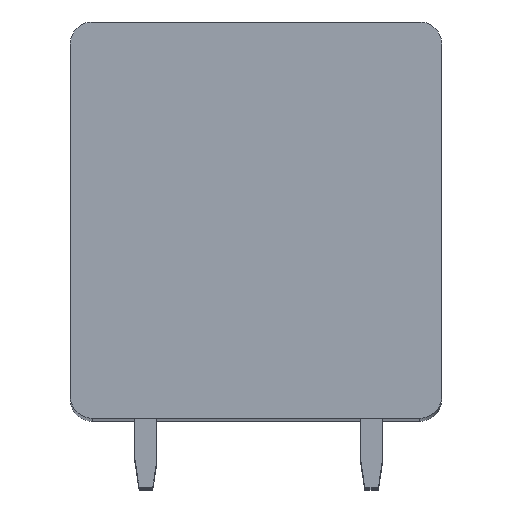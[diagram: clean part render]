
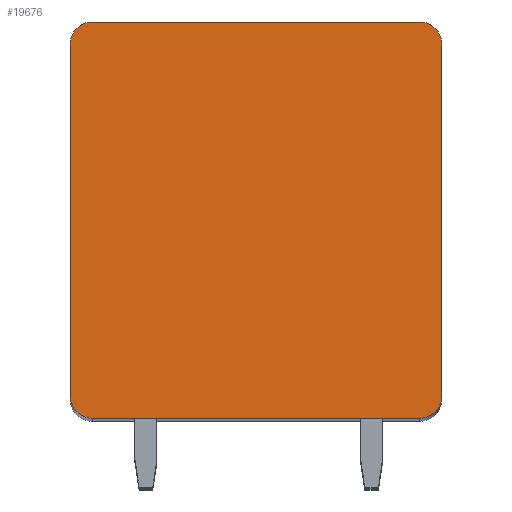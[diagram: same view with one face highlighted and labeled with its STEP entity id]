
A CAD part, top view. The second image highlights one B-rep face of the part: STEP entity #19676.
In plain terms, the highlighted planar face has unit normal (0, 0, 1).
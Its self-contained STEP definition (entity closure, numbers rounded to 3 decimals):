
#2457=CARTESIAN_POINT('',(-5.95,6.4,1.75));
#2458=DIRECTION('',(0.,0.,1.));
#2459=DIRECTION('',(0.,1.,0.));
#2460=AXIS2_PLACEMENT_3D('',#2457,#2458,#2459);
#2462=DIRECTION('',(-1.,0.,0.));
#2463=VECTOR('',#2462,11.9);
#2464=CARTESIAN_POINT('',(5.95,7.2,1.75));
#2465=LINE('',#2464,#2463);
#2466=CARTESIAN_POINT('',(5.95,6.4,1.75));
#2467=DIRECTION('',(0.,0.,1.));
#2468=DIRECTION('',(1.,0.,0.));
#2469=AXIS2_PLACEMENT_3D('',#2466,#2467,#2468);
#2471=DIRECTION('',(0.,1.,0.));
#2472=VECTOR('',#2471,12.8);
#2473=CARTESIAN_POINT('',(6.75,-6.4,1.75));
#2474=LINE('',#2473,#2472);
#2475=CARTESIAN_POINT('',(5.95,-6.4,1.75));
#2476=DIRECTION('',(0.,0.,1.));
#2477=DIRECTION('',(0.,-1.,0.));
#2478=AXIS2_PLACEMENT_3D('',#2475,#2476,#2477);
#2480=DIRECTION('',(1.,0.,0.));
#2481=VECTOR('',#2480,11.9);
#2482=CARTESIAN_POINT('',(-5.95,-7.2,1.75));
#2483=LINE('',#2482,#2481);
#2484=CARTESIAN_POINT('',(-5.95,-6.4,1.75));
#2485=DIRECTION('',(0.,0.,1.));
#2486=DIRECTION('',(-1.,0.,0.));
#2487=AXIS2_PLACEMENT_3D('',#2484,#2485,#2486);
#2489=DIRECTION('',(0.,-1.,0.));
#2490=VECTOR('',#2489,12.8);
#2491=CARTESIAN_POINT('',(-6.75,6.4,1.75));
#2492=LINE('',#2491,#2490);
#14541=CARTESIAN_POINT('',(-5.95,7.2,1.75));
#14542=VERTEX_POINT('',#14541);
#14543=CARTESIAN_POINT('',(-6.75,6.4,1.75));
#14544=VERTEX_POINT('',#14543);
#14549=CARTESIAN_POINT('',(6.75,6.4,1.75));
#14550=VERTEX_POINT('',#14549);
#14551=CARTESIAN_POINT('',(5.95,7.2,1.75));
#14552=VERTEX_POINT('',#14551);
#14557=CARTESIAN_POINT('',(-6.75,-6.4,1.75));
#14558=VERTEX_POINT('',#14557);
#14559=CARTESIAN_POINT('',(-5.95,-7.2,1.75));
#14560=VERTEX_POINT('',#14559);
#14565=CARTESIAN_POINT('',(5.95,-7.2,1.75));
#14566=VERTEX_POINT('',#14565);
#14567=CARTESIAN_POINT('',(6.75,-6.4,1.75));
#14568=VERTEX_POINT('',#14567);
#19661=CARTESIAN_POINT('',(0.,0.,1.75));
#19662=DIRECTION('',(0.,0.,1.));
#19663=DIRECTION('',(1.,0.,0.));
#19664=AXIS2_PLACEMENT_3D('',#19661,#19662,#19663);
#19665=PLANE('',#19664);
#19666=ORIENTED_EDGE('',*,*,#18153,.F.);
#19667=ORIENTED_EDGE('',*,*,#18169,.F.);
#19668=ORIENTED_EDGE('',*,*,#18686,.F.);
#19669=ORIENTED_EDGE('',*,*,#18701,.F.);
#19670=ORIENTED_EDGE('',*,*,#19074,.F.);
#19671=ORIENTED_EDGE('',*,*,#19087,.F.);
#19672=ORIENTED_EDGE('',*,*,#19462,.F.);
#19673=ORIENTED_EDGE('',*,*,#19474,.F.);
#19674=EDGE_LOOP('',(#19666,#19667,#19668,#19669,#19670,#19671,#19672,#19673));
#19675=FACE_OUTER_BOUND('',#19674,.F.);
#2461=CIRCLE('',#2460,0.8);
#2470=CIRCLE('',#2469,0.8);
#2479=CIRCLE('',#2478,0.8);
#2488=CIRCLE('',#2487,0.8);
#18153=EDGE_CURVE('',#14542,#14544,#2461,.T.);
#18169=EDGE_CURVE('',#14552,#14542,#2465,.T.);
#18686=EDGE_CURVE('',#14550,#14552,#2470,.T.);
#18701=EDGE_CURVE('',#14568,#14550,#2474,.T.);
#19074=EDGE_CURVE('',#14566,#14568,#2479,.T.);
#19087=EDGE_CURVE('',#14560,#14566,#2483,.T.);
#19462=EDGE_CURVE('',#14558,#14560,#2488,.T.);
#19474=EDGE_CURVE('',#14544,#14558,#2492,.T.);
#19676=ADVANCED_FACE('',(#19675),#19665,.T.);
